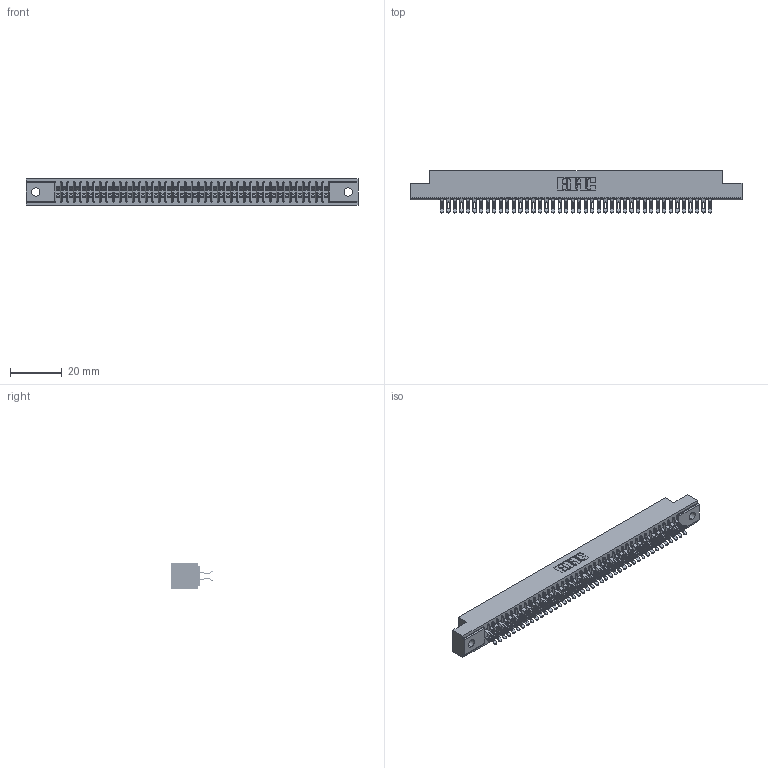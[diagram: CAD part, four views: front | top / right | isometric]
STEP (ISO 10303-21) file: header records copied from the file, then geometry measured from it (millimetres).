
FILE_DESCRIPTION (( 'STEP AP203' ), '1' );
FILE_NAME ('391-084-555-202.STEP', '2018-08-09T16:25:15', ( '' ), ( '' ), 'SwSTEP 2.0', 'SolidWorks 2016', '' );
FILE_SCHEMA (( 'CONFIG_CONTROL_DESIGN' ));
Length unit declared in the file: inch
Products named in the file (3): 391-084-555-202; 341 Part_.128 (3.25) Dia Mounting Holes; 341-292-001_341-292-155
Assembly tree (85 placements, depth 2):
  391-084-555-202
    341 Part_.128 (3.25) Dia Mounting Holes
    341-292-001_341-292-155  x84
Bounding box: 128.91 x 16.31 x 10.16 mm (x, y, z)
Volume: 9585.6 mm3; surface area: 17450.4 mm2
Topology: 85 solids, 85 shells, 6668 faces, 19930 edges, 12974 vertices
Faces by surface type: plane 3596, cylinder 2904, sphere 86, torus 82
Entity records: 51301 total; most frequent: CARTESIAN_POINT 8544, ORIENTED_EDGE 8480, DIRECTION 8282, EDGE_CURVE 4240, LINE 3410, VECTOR 3410, VERTEX_POINT 2682, AXIS2_PLACEMENT_3D 2436
